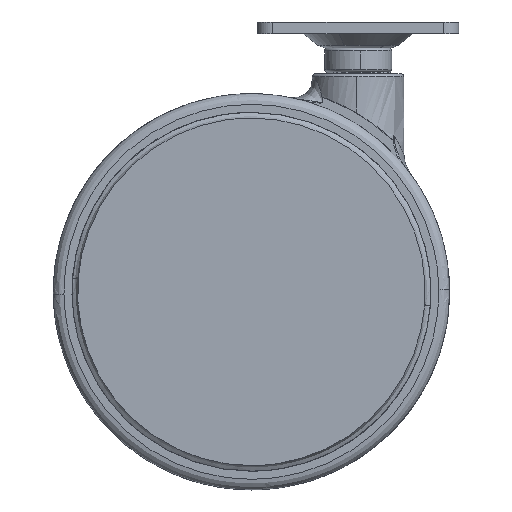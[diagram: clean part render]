
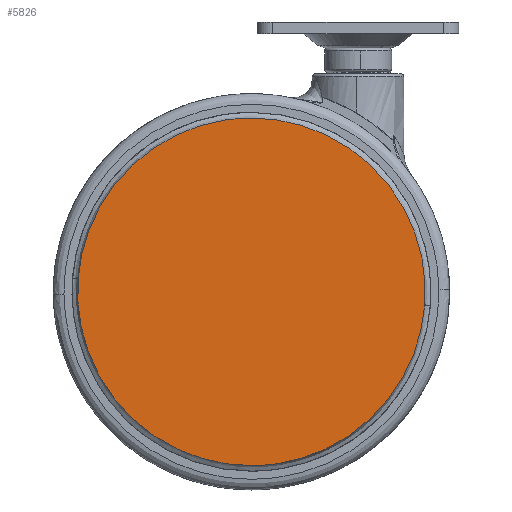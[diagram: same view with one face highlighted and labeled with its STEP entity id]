
A CAD part, front view. The second image highlights one B-rep face of the part: STEP entity #5826.
In plain terms, the highlighted free-form (B-spline) face has degree [1, 1] with [2, 2] control points.
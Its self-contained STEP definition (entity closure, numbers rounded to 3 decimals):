
#5755=CARTESIAN_POINT('',(-97.681,-25.0,-8.806));
#5756=CARTESIAN_POINT('',(-97.681,-25.0,-134.194));
#5757=CARTESIAN_POINT('',(27.681,-25.0,-8.806));
#5758=CARTESIAN_POINT('',(27.681,-25.0,-134.194));
#5759=B_SPLINE_SURFACE_WITH_KNOTS('',1,1,((#5755,#5757),(#5756,#5758)),.UNSPECIFIED.,.F.,.F.,.U.,(2,2),(2,2),(0.0,125.389),(0.0,125.362),.UNSPECIFIED.);
#5760=CARTESIAN_POINT('',(-91.838,-25.,-67.206));
#5761=VERTEX_POINT('',#5760);
#5762=CARTESIAN_POINT('',(-35.0,-25.,-14.5));
#5763=VERTEX_POINT('',#5762);
#5764=CARTESIAN_POINT('',(-91.838,-25.,-67.206));
#5765=CARTESIAN_POINT('',(-87.857,-25.,-14.5));
#5766=CARTESIAN_POINT('',(-35.0,-25.,-14.5));
#5774=(BOUNDED_CURVE()B_SPLINE_CURVE(2,(#5764,#5765,#5766),.UNSPECIFIED.,.F.,.U.)B_SPLINE_CURVE_WITH_KNOTS((3,3),(0.763,1.0),.UNSPECIFIED.)CURVE()GEOMETRIC_REPRESENTATION_ITEM()RATIONAL_B_SPLINE_CURVE((0.971,0.722,1.0))REPRESENTATION_ITEM(''));
#5775=EDGE_CURVE('',#5761,#5763,#5774,.T.);
#5776=ORIENTED_EDGE('',*,*,#5775,.F.);
#5777=CARTESIAN_POINT('',(-35.0,-25.0,-128.5));
#5778=VERTEX_POINT('',#5777);
#5779=CARTESIAN_POINT('',(-35.0,-25.0,-128.5));
#5780=CARTESIAN_POINT('',(-92.,-25.,-128.5));
#5781=CARTESIAN_POINT('',(-92.,-25.,-71.5));
#5782=CARTESIAN_POINT('',(-92.,-25.,-69.35));
#5783=CARTESIAN_POINT('',(-91.838,-25.,-67.206));
#5791=(BOUNDED_CURVE()B_SPLINE_CURVE(2,(#5779,#5780,#5781,#5782,#5783),.UNSPECIFIED.,.F.,.U.)B_SPLINE_CURVE_WITH_KNOTS((3,2,3),(0.5,0.75,0.763),.UNSPECIFIED.)CURVE()GEOMETRIC_REPRESENTATION_ITEM()RATIONAL_B_SPLINE_CURVE((1.0,0.707,1.0,0.985,0.971))REPRESENTATION_ITEM(''));
#5792=EDGE_CURVE('',#5778,#5761,#5791,.T.);
#5793=ORIENTED_EDGE('',*,*,#5792,.F.);
#5794=CARTESIAN_POINT('',(21.838,-25.,-75.794));
#5795=VERTEX_POINT('',#5794);
#5796=CARTESIAN_POINT('',(21.838,-25.,-75.794));
#5797=CARTESIAN_POINT('',(17.857,-25.,-128.5));
#5798=CARTESIAN_POINT('',(-35.0,-25.0,-128.5));
#5806=(BOUNDED_CURVE()B_SPLINE_CURVE(2,(#5796,#5797,#5798),.UNSPECIFIED.,.F.,.U.)B_SPLINE_CURVE_WITH_KNOTS((3,3),(0.263,0.5),.UNSPECIFIED.)CURVE()GEOMETRIC_REPRESENTATION_ITEM()RATIONAL_B_SPLINE_CURVE((0.971,0.722,1.0))REPRESENTATION_ITEM(''));
#5807=EDGE_CURVE('',#5795,#5778,#5806,.T.);
#5808=ORIENTED_EDGE('',*,*,#5807,.F.);
#5809=CARTESIAN_POINT('',(-35.0,-25.,-14.5));
#5810=CARTESIAN_POINT('',(22.,-25.,-14.5));
#5811=CARTESIAN_POINT('',(22.,-25.,-71.5));
#5812=CARTESIAN_POINT('',(22.,-25.,-73.65));
#5813=CARTESIAN_POINT('',(21.838,-25.,-75.794));
#5821=(BOUNDED_CURVE()B_SPLINE_CURVE(2,(#5809,#5810,#5811,#5812,#5813),.UNSPECIFIED.,.F.,.U.)B_SPLINE_CURVE_WITH_KNOTS((3,2,3),(0.0,0.25,0.263),.UNSPECIFIED.)CURVE()GEOMETRIC_REPRESENTATION_ITEM()RATIONAL_B_SPLINE_CURVE((1.0,0.707,1.0,0.985,0.971))REPRESENTATION_ITEM(''));
#5822=EDGE_CURVE('',#5763,#5795,#5821,.T.);
#5823=ORIENTED_EDGE('',*,*,#5822,.F.);
#5824=EDGE_LOOP('',(#5776,#5793,#5808,#5823));
#5825=FACE_OUTER_BOUND('',#5824,.T.);
#5826=ADVANCED_FACE('',(#5825),#5759,.T.);
